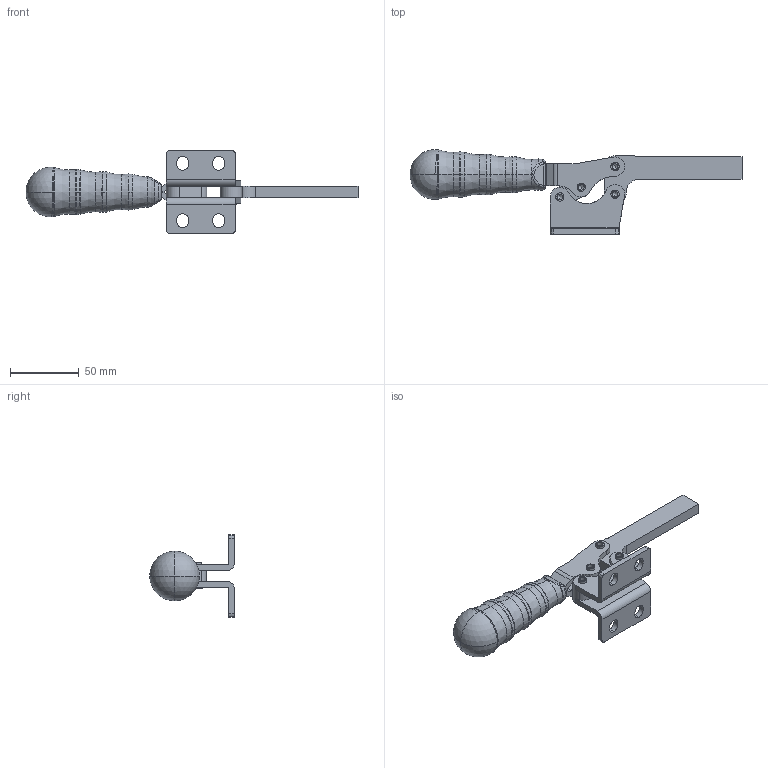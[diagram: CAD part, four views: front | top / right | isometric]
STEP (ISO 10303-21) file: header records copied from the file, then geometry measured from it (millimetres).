
FILE_DESCRIPTION((''),'2;1');
FILE_NAME('124F.0.stp','2005-09-27T15:49:31',('Kysilko'),(''),'Autodesk Inventor 8','Autodesk Inventor 8','');
FILE_SCHEMA(('AUTOMOTIVE_DESIGN { 1 0 10303 214 1 1 1 1 }'));
Length unit declared in the file: millimetre
Products named in the file (1): Part22
Bounding box: 240.6 x 61.21 x 60 mm (x, y, z)
Volume: 107481 mm3; surface area: 36832.8 mm2
Topology: 1 solids, 5 shells, 865 faces, 2329 edges, 1331 vertices
Faces by surface type: plane 337, cone 314, bspline 121, cylinder 71, sphere 14, torus 8
Entity records: 30096 total; most frequent: CARTESIAN_POINT 9651, ORIENTED_EDGE 4630, DIRECTION 4205, EDGE_CURVE 2315, AXIS2_PLACEMENT_3D 1735, VERTEX_POINT 1331, EDGE_LOOP 1040, CIRCLE 990
